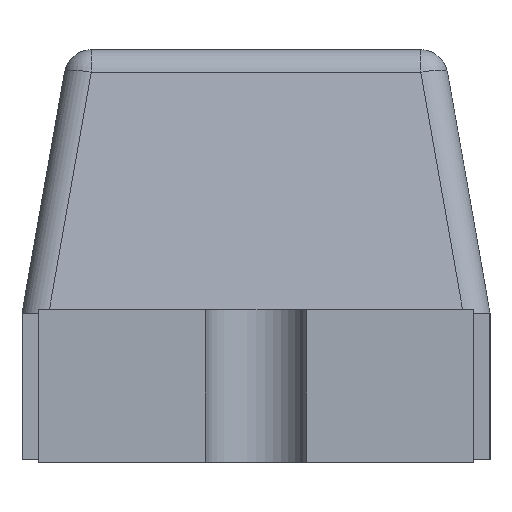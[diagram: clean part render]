
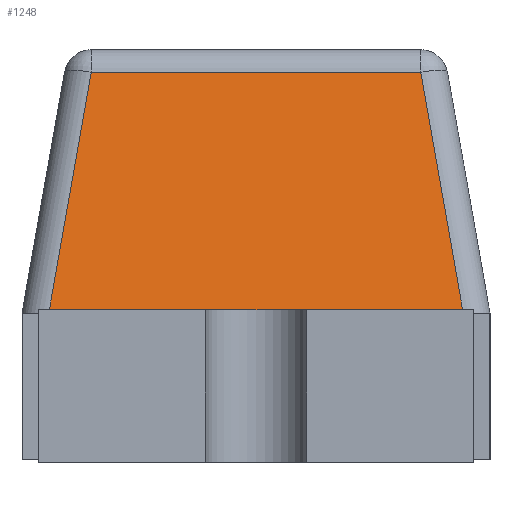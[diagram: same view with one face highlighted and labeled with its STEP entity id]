
A CAD part, left-side view. The second image highlights one B-rep face of the part: STEP entity #1248.
In plain terms, the highlighted planar face has unit normal (-0.985, 0, 0.174).
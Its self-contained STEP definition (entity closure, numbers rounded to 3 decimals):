
#891=VERTEX_POINT('',#892);
#892=CARTESIAN_POINT('',(-0.855,0.563,1.323));
#916=VERTEX_POINT('',#917);
#917=CARTESIAN_POINT('',(-0.855,-0.563,1.323));
#926=EDGE_CURVE('',#891,#916,#927,.T.);
#927=LINE('',#928,#929);
#928=CARTESIAN_POINT('',(-0.855,0.641,1.323));
#929=VECTOR('',#930,1.0);
#930=DIRECTION('',(0.0,-1.0,0.0));
#1228=VERTEX_POINT('',#1229);
#1229=CARTESIAN_POINT('',(-1.0,0.708,0.5));
#1236=EDGE_CURVE('',#1228,#891,#1237,.T.);
#1237=LINE('',#1238,#1239);
#1238=CARTESIAN_POINT('',(-0.979,0.688,0.618));
#1239=VECTOR('',#1240,1.0);
#1240=DIRECTION('',(0.171,-0.171,0.97));
#1248=ADVANCED_FACE('',(#1249),#1267,.T.);
#1249=FACE_BOUND('',#1250,.T.);
#1250=EDGE_LOOP('',(#1251,#1252,#1253,#1261));
#1251=ORIENTED_EDGE('',*,*,#926,.F.);
#1252=ORIENTED_EDGE('',*,*,#1236,.F.);
#1253=ORIENTED_EDGE('',*,*,#1254,.T.);
#1254=EDGE_CURVE('',#1228,#1255,#1257,.F.);
#1255=VERTEX_POINT('',#1256);
#1256=CARTESIAN_POINT('',(-1.0,-0.708,0.5));
#1257=LINE('',#1258,#1259);
#1258=CARTESIAN_POINT('',(-1.0,0.0,0.5));
#1259=VECTOR('',#1260,1.0);
#1260=DIRECTION('',(0.0,1.0,0.0));
#1261=ORIENTED_EDGE('',*,*,#1262,.T.);
#1262=EDGE_CURVE('',#1255,#916,#1263,.T.);
#1263=LINE('',#1264,#1265);
#1264=CARTESIAN_POINT('',(-0.979,-0.688,0.618));
#1265=VECTOR('',#1266,1.0);
#1266=DIRECTION('',(0.171,0.171,0.97));
#1267=PLANE('',#1268);
#1268=AXIS2_PLACEMENT_3D('',#1269,#1270,#1271);
#1269=CARTESIAN_POINT('',(-1.0,0.0,0.5));
#1270=DIRECTION('',(-0.985,0.0,0.174));
#1271=DIRECTION('',(0.174,0.0,0.985));
